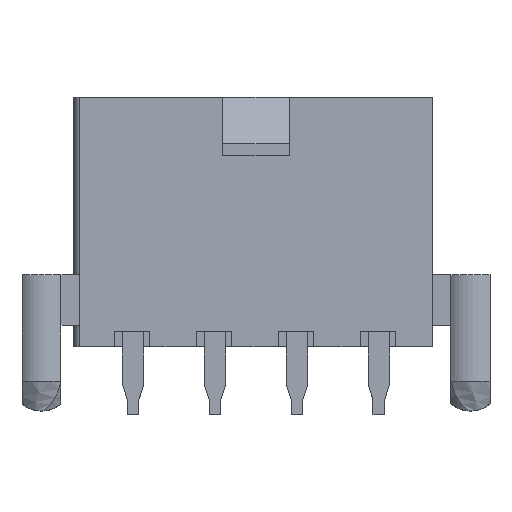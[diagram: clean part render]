
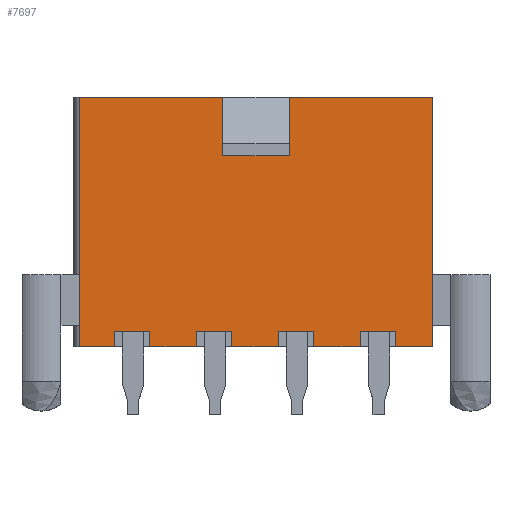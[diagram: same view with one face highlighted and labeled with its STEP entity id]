
A CAD part, front view. The second image highlights one B-rep face of the part: STEP entity #7697.
In plain terms, the highlighted planar face has unit normal (0, -1, 0).
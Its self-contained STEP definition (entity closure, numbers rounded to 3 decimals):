
#683=ORIENTED_EDGE('',*,*,#2808,.F.);
#684=ORIENTED_EDGE('',*,*,#2945,.T.);
#685=ORIENTED_EDGE('',*,*,#2930,.T.);
#686=ORIENTED_EDGE('',*,*,#2946,.T.);
#687=ORIENTED_EDGE('',*,*,#2800,.F.);
#688=ORIENTED_EDGE('',*,*,#2690,.T.);
#689=ORIENTED_EDGE('',*,*,#2869,.T.);
#690=ORIENTED_EDGE('',*,*,#2947,.F.);
#691=ORIENTED_EDGE('',*,*,#2948,.F.);
#692=ORIENTED_EDGE('',*,*,#2949,.T.);
#693=ORIENTED_EDGE('',*,*,#2867,.T.);
#694=ORIENTED_EDGE('',*,*,#2738,.F.);
#695=ORIENTED_EDGE('',*,*,#2770,.F.);
#696=ORIENTED_EDGE('',*,*,#2950,.T.);
#697=ORIENTED_EDGE('',*,*,#2951,.T.);
#698=ORIENTED_EDGE('',*,*,#2952,.T.);
#699=ORIENTED_EDGE('',*,*,#2824,.F.);
#700=ORIENTED_EDGE('',*,*,#2953,.T.);
#701=ORIENTED_EDGE('',*,*,#2954,.T.);
#702=ORIENTED_EDGE('',*,*,#2955,.T.);
#703=ORIENTED_EDGE('',*,*,#2816,.F.);
#704=ORIENTED_EDGE('',*,*,#2956,.T.);
#705=ORIENTED_EDGE('',*,*,#2957,.T.);
#706=ORIENTED_EDGE('',*,*,#2958,.T.);
#2690=EDGE_CURVE('',#3834,#3835,#4571,.T.);
#2738=EDGE_CURVE('',#3878,#3879,#4606,.T.);
#2770=EDGE_CURVE('',#3910,#3878,#4638,.T.);
#2800=EDGE_CURVE('',#3834,#3935,#4667,.T.);
#2808=EDGE_CURVE('',#3942,#3943,#4675,.T.);
#2816=EDGE_CURVE('',#3950,#3951,#4683,.T.);
#2824=EDGE_CURVE('',#3958,#3959,#4691,.T.);
#2867=EDGE_CURVE('',#3989,#3879,#4734,.T.);
#2869=EDGE_CURVE('',#3835,#3990,#4736,.T.);
#2930=EDGE_CURVE('',#4044,#4043,#4796,.T.);
#2945=EDGE_CURVE('',#3942,#4044,#4811,.T.);
#2946=EDGE_CURVE('',#4043,#3935,#4812,.T.);
#2947=EDGE_CURVE('',#4058,#3990,#4813,.T.);
#2948=EDGE_CURVE('',#4059,#4058,#4814,.T.);
#2949=EDGE_CURVE('',#4059,#3989,#4815,.T.);
#2950=EDGE_CURVE('',#3910,#4060,#4816,.T.);
#2951=EDGE_CURVE('',#4060,#4061,#4817,.T.);
#2952=EDGE_CURVE('',#4061,#3959,#4818,.T.);
#2953=EDGE_CURVE('',#3958,#4062,#4819,.T.);
#2954=EDGE_CURVE('',#4062,#4063,#4820,.T.);
#2955=EDGE_CURVE('',#4063,#3951,#4821,.T.);
#2956=EDGE_CURVE('',#3950,#4064,#4822,.T.);
#2957=EDGE_CURVE('',#4064,#4065,#4823,.T.);
#2958=EDGE_CURVE('',#4065,#3943,#4824,.T.);
#3834=VERTEX_POINT('',#10886);
#3835=VERTEX_POINT('',#10887);
#3878=VERTEX_POINT('',#10983);
#3879=VERTEX_POINT('',#10985);
#3910=VERTEX_POINT('',#11052);
#3935=VERTEX_POINT('',#11107);
#3942=VERTEX_POINT('',#11121);
#3943=VERTEX_POINT('',#11123);
#3950=VERTEX_POINT('',#11137);
#3951=VERTEX_POINT('',#11139);
#3958=VERTEX_POINT('',#11153);
#3959=VERTEX_POINT('',#11155);
#3989=VERTEX_POINT('',#11232);
#3990=VERTEX_POINT('',#11234);
#4043=VERTEX_POINT('',#11354);
#4044=VERTEX_POINT('',#11356);
#4058=VERTEX_POINT('',#11389);
#4059=VERTEX_POINT('',#11391);
#4060=VERTEX_POINT('',#11394);
#4061=VERTEX_POINT('',#11396);
#4062=VERTEX_POINT('',#11399);
#4063=VERTEX_POINT('',#11401);
#4064=VERTEX_POINT('',#11404);
#4065=VERTEX_POINT('',#11406);
#4571=LINE('',#10885,#5600);
#4606=LINE('',#10984,#5635);
#4638=LINE('',#11051,#5667);
#4667=LINE('',#11106,#5696);
#4675=LINE('',#11122,#5704);
#4683=LINE('',#11138,#5712);
#4691=LINE('',#11154,#5720);
#4734=LINE('',#11231,#5763);
#4736=LINE('',#11235,#5765);
#4796=LINE('',#11355,#5825);
#4811=LINE('',#11386,#5840);
#4812=LINE('',#11387,#5841);
#4813=LINE('',#11388,#5842);
#4814=LINE('',#11390,#5843);
#4815=LINE('',#11392,#5844);
#4816=LINE('',#11393,#5845);
#4817=LINE('',#11395,#5846);
#4818=LINE('',#11397,#5847);
#4819=LINE('',#11398,#5848);
#4820=LINE('',#11400,#5849);
#4821=LINE('',#11402,#5850);
#4822=LINE('',#11403,#5851);
#4823=LINE('',#11405,#5852);
#4824=LINE('',#11407,#5853);
#5600=VECTOR('',#8765,1000.);
#5635=VECTOR('',#8838,1000.);
#5667=VECTOR('',#8878,1000.);
#5696=VECTOR('',#8909,1000.);
#5704=VECTOR('',#8917,1000.);
#5712=VECTOR('',#8925,1000.);
#5720=VECTOR('',#8933,1000.);
#5763=VECTOR('',#8984,1000.);
#5765=VECTOR('',#8986,1000.);
#5825=VECTOR('',#9060,1000.);
#5840=VECTOR('',#9079,1000.);
#5841=VECTOR('',#9080,1000.);
#5842=VECTOR('',#9081,1000.);
#5843=VECTOR('',#9082,1000.);
#5844=VECTOR('',#9083,1000.);
#5845=VECTOR('',#9084,1000.);
#5846=VECTOR('',#9085,1000.);
#5847=VECTOR('',#9086,1000.);
#5848=VECTOR('',#9087,1000.);
#5849=VECTOR('',#9088,1000.);
#5850=VECTOR('',#9089,1000.);
#5851=VECTOR('',#9090,1000.);
#5852=VECTOR('',#9091,1000.);
#5853=VECTOR('',#9092,1000.);
#6552=EDGE_LOOP('',(#683,#684,#685,#686,#687,#688,#689,#690,#691,#692,#693,
#694,#695,#696,#697,#698,#699,#700,#701,#702,#703,#704,#705,#706));
#6962=FACE_BOUND('',#6552,.T.);
#7361=PLANE('',#8143);
#7697=ADVANCED_FACE('',(#6962),#7361,.T.);
#8143=AXIS2_PLACEMENT_3D('',#11385,#9077,#9078);
#8765=DIRECTION('',(0.,0.,1.));
#8838=DIRECTION('',(0.,0.,1.));
#8878=DIRECTION('',(-1.,0.,0.));
#8909=DIRECTION('',(-1.,0.,0.));
#8917=DIRECTION('',(-1.,0.,0.));
#8925=DIRECTION('',(-1.,0.,0.));
#8933=DIRECTION('',(-1.,0.,0.));
#8984=DIRECTION('',(-1.,0.,0.));
#8986=DIRECTION('',(-1.,0.,0.));
#9060=DIRECTION('',(1.,0.,0.));
#9077=DIRECTION('',(0.,-1.,0.));
#9078=DIRECTION('',(0.,0.,-1.));
#9079=DIRECTION('',(0.,0.,1.));
#9080=DIRECTION('',(0.,0.,-1.));
#9081=DIRECTION('',(0.,0.,1.));
#9082=DIRECTION('',(1.,0.,0.));
#9083=DIRECTION('',(0.,0.,1.));
#9084=DIRECTION('',(0.,0.,1.));
#9085=DIRECTION('',(1.,0.,0.));
#9086=DIRECTION('',(0.,0.,-1.));
#9087=DIRECTION('',(0.,0.,1.));
#9088=DIRECTION('',(1.,0.,0.));
#9089=DIRECTION('',(0.,0.,-1.));
#9090=DIRECTION('',(0.,0.,1.));
#9091=DIRECTION('',(1.,0.,0.));
#9092=DIRECTION('',(0.,0.,-1.));
#10885=CARTESIAN_POINT('',(9.05,-4.8,-6.4));
#10886=CARTESIAN_POINT('',(9.05,-4.8,-6.4));
#10887=CARTESIAN_POINT('',(9.05,-4.8,6.4));
#10983=CARTESIAN_POINT('',(-9.05,-4.8,-6.4));
#10984=CARTESIAN_POINT('',(-9.05,-4.8,-6.4));
#10985=CARTESIAN_POINT('',(-9.05,-4.8,6.4));
#11051=CARTESIAN_POINT('',(9.05,-4.8,-6.4));
#11052=CARTESIAN_POINT('',(-7.25,-4.8,-6.4));
#11106=CARTESIAN_POINT('',(9.05,-4.8,-6.4));
#11107=CARTESIAN_POINT('',(7.15,-4.8,-6.4));
#11121=CARTESIAN_POINT('',(5.35,-4.8,-6.4));
#11122=CARTESIAN_POINT('',(9.05,-4.8,-6.4));
#11123=CARTESIAN_POINT('',(2.95,-4.8,-6.4));
#11137=CARTESIAN_POINT('',(1.15,-4.8,-6.4));
#11138=CARTESIAN_POINT('',(9.05,-4.8,-6.4));
#11139=CARTESIAN_POINT('',(-1.25,-4.8,-6.4));
#11153=CARTESIAN_POINT('',(-3.05,-4.8,-6.4));
#11154=CARTESIAN_POINT('',(9.05,-4.8,-6.4));
#11155=CARTESIAN_POINT('',(-5.45,-4.8,-6.4));
#11231=CARTESIAN_POINT('',(9.05,-4.8,6.4));
#11232=CARTESIAN_POINT('',(-1.7,-4.8,6.4));
#11234=CARTESIAN_POINT('',(1.7,-4.8,6.4));
#11235=CARTESIAN_POINT('',(9.05,-4.8,6.4));
#11354=CARTESIAN_POINT('',(7.15,-4.8,-5.6));
#11355=CARTESIAN_POINT('',(9.05,-4.8,-5.6));
#11356=CARTESIAN_POINT('',(5.35,-4.8,-5.6));
#11385=CARTESIAN_POINT('',(9.05,-4.8,-6.4));
#11386=CARTESIAN_POINT('',(5.35,-4.8,-6.4));
#11387=CARTESIAN_POINT('',(7.15,-4.8,-6.4));
#11388=CARTESIAN_POINT('',(1.7,-4.8,3.4));
#11389=CARTESIAN_POINT('',(1.7,-4.8,3.4));
#11390=CARTESIAN_POINT('',(-1.7,-4.8,3.4));
#11391=CARTESIAN_POINT('',(-1.7,-4.8,3.4));
#11392=CARTESIAN_POINT('',(-1.7,-4.8,3.4));
#11393=CARTESIAN_POINT('',(-7.25,-4.8,-6.4));
#11394=CARTESIAN_POINT('',(-7.25,-4.8,-5.6));
#11395=CARTESIAN_POINT('',(9.05,-4.8,-5.6));
#11396=CARTESIAN_POINT('',(-5.45,-4.8,-5.6));
#11397=CARTESIAN_POINT('',(-5.45,-4.8,-6.4));
#11398=CARTESIAN_POINT('',(-3.05,-4.8,-6.4));
#11399=CARTESIAN_POINT('',(-3.05,-4.8,-5.6));
#11400=CARTESIAN_POINT('',(9.05,-4.8,-5.6));
#11401=CARTESIAN_POINT('',(-1.25,-4.8,-5.6));
#11402=CARTESIAN_POINT('',(-1.25,-4.8,-6.4));
#11403=CARTESIAN_POINT('',(1.15,-4.8,-6.4));
#11404=CARTESIAN_POINT('',(1.15,-4.8,-5.6));
#11405=CARTESIAN_POINT('',(9.05,-4.8,-5.6));
#11406=CARTESIAN_POINT('',(2.95,-4.8,-5.6));
#11407=CARTESIAN_POINT('',(2.95,-4.8,-6.4));
